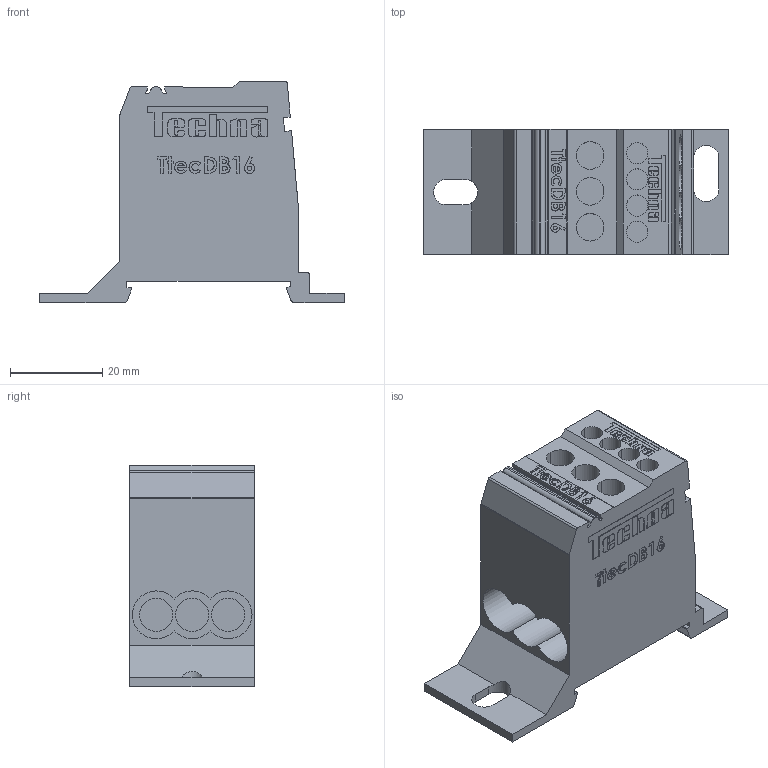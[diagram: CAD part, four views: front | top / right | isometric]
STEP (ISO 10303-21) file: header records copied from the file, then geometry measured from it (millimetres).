
FILE_DESCRIPTION (( 'STEP AP214' ), '1' );
FILE_NAME ('TtecDB16.STEP', '2020-07-23T08:32:09', ( '' ), ( '' ), 'SwSTEP 2.0', 'SolidWorks 2020', '' );
FILE_SCHEMA (( 'AUTOMOTIVE_DESIGN' ));
Length unit declared in the file: millimetre
Products named in the file (1): TtecDB16
Bounding box: 66 x 27 x 47.88 mm (x, y, z)
Volume: 35942.9 mm3; surface area: 13805 mm2
Topology: 1 solids, 1 shells, 827 faces, 2244 edges, 1496 vertices
Faces by surface type: plane 456, cylinder 254, bspline 117
Entity records: 39912 total; most frequent: CARTESIAN_POINT 11744, ORIENTED_EDGE 4488, DIRECTION 3926, EDGE_CURVE 2244, LINE 1500, VECTOR 1500, VERTEX_POINT 1496, AXIS2_PLACEMENT_3D 1213
